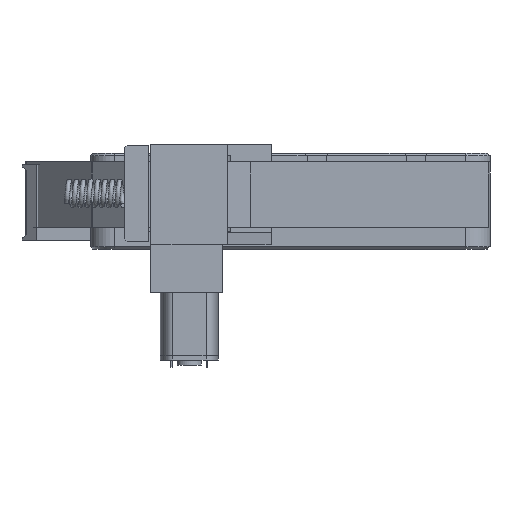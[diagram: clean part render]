
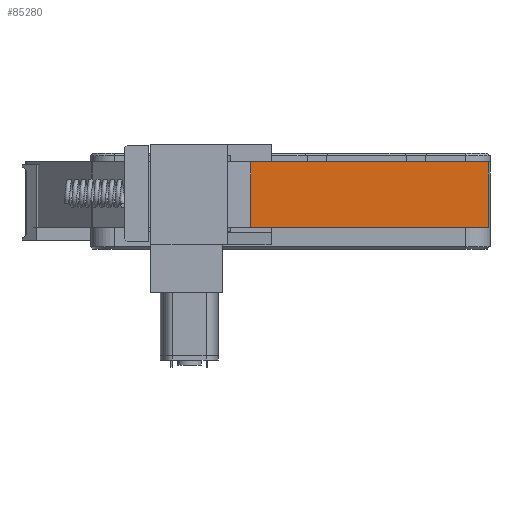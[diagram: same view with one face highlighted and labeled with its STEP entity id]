
A CAD part, left-side view. The second image highlights one B-rep face of the part: STEP entity #85280.
In plain terms, the highlighted planar face has unit normal (-1, 0, 0).
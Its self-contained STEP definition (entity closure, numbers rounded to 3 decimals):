
#1511 = PLANE ( 'NONE',  #31913 ) ;
#2963 = ORIENTED_EDGE ( 'NONE', *, *, #12276, .F. ) ;
#8226 = EDGE_CURVE ( 'NONE', #67194, #50271, #49527, .T. ) ;
#12276 = EDGE_CURVE ( 'NONE', #50271, #62464, #45768, .T. ) ;
#14763 = CARTESIAN_POINT ( 'NONE',  ( -118.404, 13.197, 206.708 ) ) ;
#19134 = LINE ( 'NONE', #46068, #59260 ) ;
#21794 = FACE_OUTER_BOUND ( 'NONE', #86205, .T. ) ;
#23380 = VECTOR ( 'NONE', #43281, 1000. ) ;
#23826 = CARTESIAN_POINT ( 'NONE',  ( -118.404, 13.197, 4.5 ) ) ;
#29177 = DIRECTION ( 'NONE',  ( 0., 0., -1. ) ) ;
#31913 = AXIS2_PLACEMENT_3D ( 'NONE', #14763, #69897, #29177 ) ;
#32013 = VECTOR ( 'NONE', #47812, 1000. ) ;
#33039 = DIRECTION ( 'NONE',  ( 0., 0., -1. ) ) ;
#33880 = CARTESIAN_POINT ( 'NONE',  ( -118.404, 13.197, 18.1 ) ) ;
#34094 = EDGE_CURVE ( 'NONE', #37184, #62464, #44366, .T. ) ;
#37184 = VERTEX_POINT ( 'NONE', #45831 ) ;
#43281 = DIRECTION ( 'NONE',  ( 0., -1., 0. ) ) ;
#44366 = LINE ( 'NONE', #23826, #23380 ) ;
#45768 = LINE ( 'NONE', #62329, #32013 ) ;
#45831 = CARTESIAN_POINT ( 'NONE',  ( -118.404, 13.194, 4.5 ) ) ;
#46068 = CARTESIAN_POINT ( 'NONE',  ( -118.404, 13.194, 206.708 ) ) ;
#46645 = CARTESIAN_POINT ( 'NONE',  ( -118.404, -36.126, 4.5 ) ) ;
#47812 = DIRECTION ( 'NONE',  ( 0., 0., -1. ) ) ;
#49527 = LINE ( 'NONE', #33880, #60015 ) ;
#50271 = VERTEX_POINT ( 'NONE', #72810 ) ;
#54791 = EDGE_CURVE ( 'NONE', #67194, #37184, #19134, .T. ) ;
#56158 = CARTESIAN_POINT ( 'NONE',  ( -118.404, 13.194, 18.1 ) ) ;
#59260 = VECTOR ( 'NONE', #33039, 1000. ) ;
#60015 = VECTOR ( 'NONE', #81128, 1000. ) ;
#62329 = CARTESIAN_POINT ( 'NONE',  ( -118.404, -36.126, 206.708 ) ) ;
#62464 = VERTEX_POINT ( 'NONE', #46645 ) ;
#67194 = VERTEX_POINT ( 'NONE', #56158 ) ;
#69897 = DIRECTION ( 'NONE',  ( 1., 0., 0. ) ) ;
#71611 = ORIENTED_EDGE ( 'NONE', *, *, #54791, .T. ) ;
#72810 = CARTESIAN_POINT ( 'NONE',  ( -118.404, -36.126, 18.1 ) ) ;
#77709 = ORIENTED_EDGE ( 'NONE', *, *, #34094, .T. ) ;
#80887 = ORIENTED_EDGE ( 'NONE', *, *, #8226, .F. ) ;
#81128 = DIRECTION ( 'NONE',  ( 0., -1., 0. ) ) ;
#85280 = ADVANCED_FACE ( 'NONE', ( #21794 ), #1511, .F. ) ;
#86205 = EDGE_LOOP ( 'NONE', ( #80887, #71611, #77709, #2963 ) ) ;
